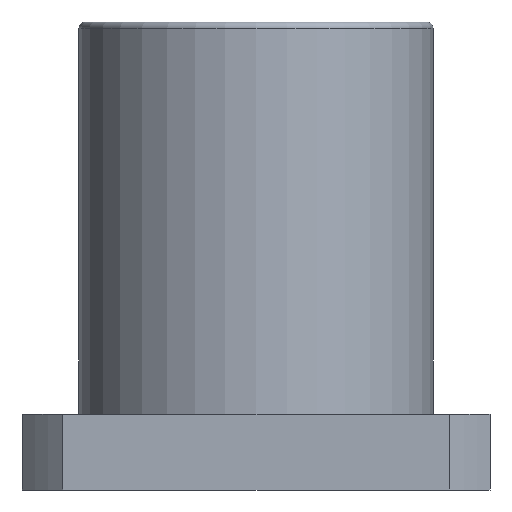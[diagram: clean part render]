
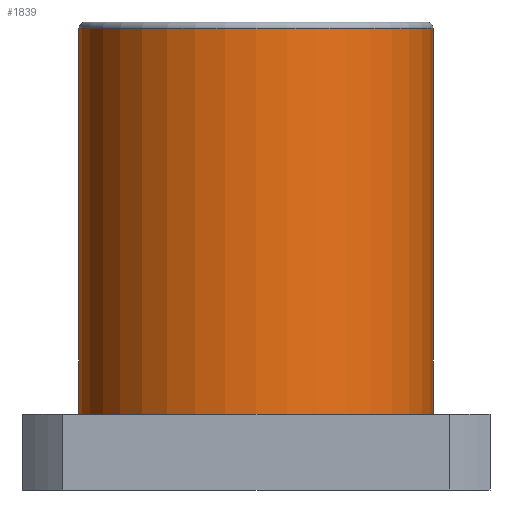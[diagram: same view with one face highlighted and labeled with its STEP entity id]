
A CAD part, front view. The second image highlights one B-rep face of the part: STEP entity #1839.
In plain terms, the highlighted cylindrical face has radius 14 mm (diameter 28 mm), a partial arc.
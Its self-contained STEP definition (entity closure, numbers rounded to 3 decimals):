
#429 = ORIENTED_EDGE ( 'NONE', *, *, #6582, .F. ) ;
#1593 = AXIS2_PLACEMENT_3D ( 'NONE', #14331, #8408, #14406 ) ;
#1839 = ADVANCED_FACE ( 'NONE', ( #11075 ), #6261, .T. ) ;
#1848 = DIRECTION ( 'NONE',  ( 0., 0., -1. ) ) ;
#2035 = VERTEX_POINT ( 'NONE', #11421 ) ;
#2379 = AXIS2_PLACEMENT_3D ( 'NONE', #8990, #12815, #5663 ) ;
#5100 = CARTESIAN_POINT ( 'NONE',  ( 0., 0., 31. ) ) ;
#5173 = DIRECTION ( 'NONE',  ( 0., 0., -1. ) ) ;
#5597 = AXIS2_PLACEMENT_3D ( 'NONE', #5100, #5173, #14650 ) ;
#5663 = DIRECTION ( 'NONE',  ( 1., 0., 0. ) ) ;
#6261 = CYLINDRICAL_SURFACE ( 'NONE', #5597, 14. ) ;
#6421 = DIRECTION ( 'NONE',  ( 0., 0., -1. ) ) ;
#6582 = EDGE_CURVE ( 'NONE', #7954, #2035, #11079, .T. ) ;
#7954 = VERTEX_POINT ( 'NONE', #9275 ) ;
#8270 = CIRCLE ( 'NONE', #1593, 14. ) ;
#8408 = DIRECTION ( 'NONE',  ( 0., 0., 1. ) ) ;
#8461 = EDGE_CURVE ( 'NONE', #12209, #2035, #8270, .T. ) ;
#8499 = CARTESIAN_POINT ( 'NONE',  ( -14., 0., 0. ) ) ;
#8603 = CARTESIAN_POINT ( 'NONE',  ( -14., 0., 31. ) ) ;
#8990 = CARTESIAN_POINT ( 'NONE',  ( 0., 0., 30.5 ) ) ;
#9017 = CARTESIAN_POINT ( 'NONE',  ( -14., 0., 30.5 ) ) ;
#9275 = CARTESIAN_POINT ( 'NONE',  ( 14., 0., 30.5 ) ) ;
#10339 = ORIENTED_EDGE ( 'NONE', *, *, #8461, .T. ) ;
#10559 = VECTOR ( 'NONE', #1848, 1000. ) ;
#10578 = ORIENTED_EDGE ( 'NONE', *, *, #14089, .T. ) ;
#11075 = FACE_OUTER_BOUND ( 'NONE', #11973, .T. ) ;
#11079 = LINE ( 'NONE', #11504, #11969 ) ;
#11421 = CARTESIAN_POINT ( 'NONE',  ( 14., 0., 0. ) ) ;
#11504 = CARTESIAN_POINT ( 'NONE',  ( 14., 0., 31. ) ) ;
#11536 = CIRCLE ( 'NONE', #2379, 14. ) ;
#11969 = VECTOR ( 'NONE', #6421, 1000. ) ;
#11973 = EDGE_LOOP ( 'NONE', ( #429, #10578, #13911, #10339 ) ) ;
#12209 = VERTEX_POINT ( 'NONE', #8499 ) ;
#12815 = DIRECTION ( 'NONE',  ( 0., 0., -1. ) ) ;
#13663 = LINE ( 'NONE', #8603, #10559 ) ;
#13911 = ORIENTED_EDGE ( 'NONE', *, *, #14373, .T. ) ;
#14089 = EDGE_CURVE ( 'NONE', #7954, #15174, #11536, .T. ) ;
#14331 = CARTESIAN_POINT ( 'NONE',  ( 0., 0., 0. ) ) ;
#14373 = EDGE_CURVE ( 'NONE', #15174, #12209, #13663, .T. ) ;
#14406 = DIRECTION ( 'NONE',  ( 1., 0., 0. ) ) ;
#14650 = DIRECTION ( 'NONE',  ( -1., 0., 0. ) ) ;
#15174 = VERTEX_POINT ( 'NONE', #9017 ) ;
